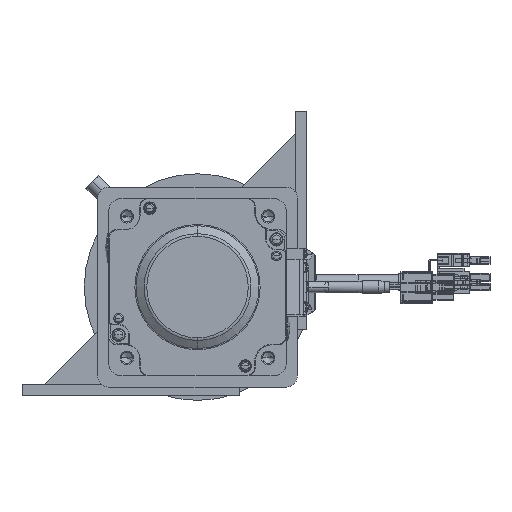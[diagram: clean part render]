
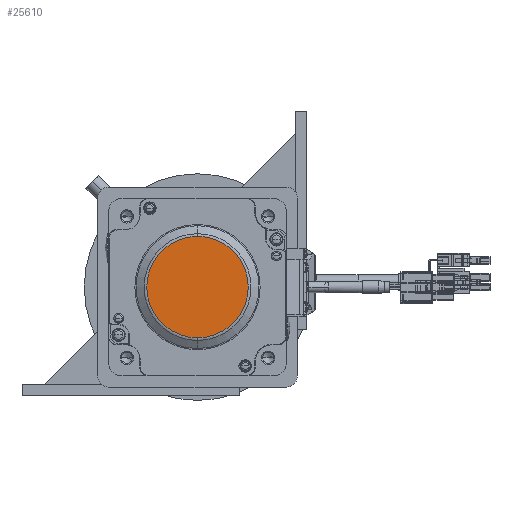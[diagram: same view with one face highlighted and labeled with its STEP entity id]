
A CAD part, front view. The second image highlights one B-rep face of the part: STEP entity #25610.
In plain terms, the highlighted face is planar.
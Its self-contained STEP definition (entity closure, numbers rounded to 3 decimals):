
#233 = CARTESIAN_POINT ( 'NONE',  ( -129., -22., 36. ) ) ;
#1304 = FACE_OUTER_BOUND ( 'NONE', #20311, .T. ) ;
#1323 = CARTESIAN_POINT ( 'NONE',  ( -129., 0., 0. ) ) ;
#8286 = VERTEX_POINT ( 'NONE', #39655 ) ;
#8955 = DIRECTION ( 'NONE',  ( 0., 0., -1. ) ) ;
#9847 = AXIS2_PLACEMENT_3D ( 'NONE', #233, #24581, #12549 ) ;
#10436 = CIRCLE ( 'NONE', #42043, 22.84 ) ;
#12549 = DIRECTION ( 'NONE',  ( 0., 1., 0. ) ) ;
#14588 = VERTEX_POINT ( 'NONE', #42652 ) ;
#18281 = ORIENTED_EDGE ( 'NONE', *, *, #51220, .F. ) ;
#20311 = EDGE_LOOP ( 'NONE', ( #18281, #50220 ) ) ;
#21058 = EDGE_CURVE ( 'NONE', #8286, #14588, #10436, .T. ) ;
#21533 = DIRECTION ( 'NONE',  ( 1., 0., 0. ) ) ;
#24581 = DIRECTION ( 'NONE',  ( 1., 0., 0. ) ) ;
#25610 = ADVANCED_FACE ( 'NONE', ( #1304 ), #33656, .F. ) ;
#25919 = DIRECTION ( 'NONE',  ( 1., 0., 0. ) ) ;
#30475 = DIRECTION ( 'NONE',  ( 0., 0., -1. ) ) ;
#33302 = CARTESIAN_POINT ( 'NONE',  ( -129., 0., 0. ) ) ;
#33656 = PLANE ( 'NONE',  #9847 ) ;
#39655 = CARTESIAN_POINT ( 'NONE',  ( -129., 0., 22.84 ) ) ;
#41625 = AXIS2_PLACEMENT_3D ( 'NONE', #1323, #25919, #30475 ) ;
#42043 = AXIS2_PLACEMENT_3D ( 'NONE', #33302, #21533, #8955 ) ;
#42474 = CIRCLE ( 'NONE', #41625, 22.84 ) ;
#42652 = CARTESIAN_POINT ( 'NONE',  ( -129., 0., -22.84 ) ) ;
#50220 = ORIENTED_EDGE ( 'NONE', *, *, #21058, .F. ) ;
#51220 = EDGE_CURVE ( 'NONE', #14588, #8286, #42474, .T. ) ;
